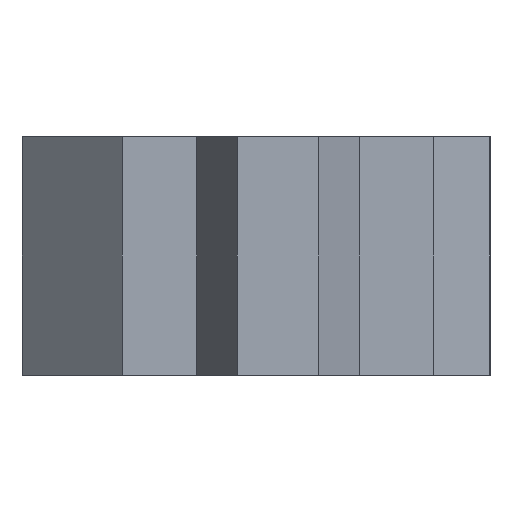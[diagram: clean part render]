
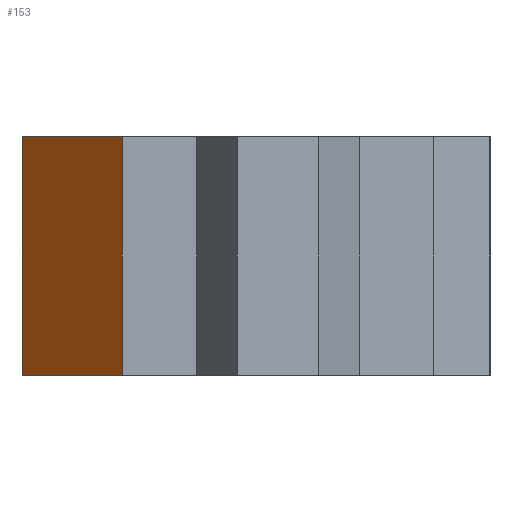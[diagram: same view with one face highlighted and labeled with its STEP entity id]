
A CAD part, left-side view. The second image highlights one B-rep face of the part: STEP entity #153.
In plain terms, the highlighted planar face has unit normal (-0.707, 0.707, 0).
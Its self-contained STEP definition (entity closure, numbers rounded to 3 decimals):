
#50 = CARTESIAN_POINT ( 'NONE',  ( -0.828, 2., 0. ) ) ;
#66 = VERTEX_POINT ( 'NONE', #2308 ) ;
#113 = DIRECTION ( 'NONE',  ( -0.707, -0.707, 0. ) ) ;
#153 = ADVANCED_FACE ( 'NONE', ( #1805 ), #888, .T. ) ;
#226 = DIRECTION ( 'NONE',  ( 0.707, 0.707, 0. ) ) ;
#264 = ORIENTED_EDGE ( 'NONE', *, *, #1225, .F. ) ;
#431 = DIRECTION ( 'NONE',  ( 0., 0., 1. ) ) ;
#682 = VECTOR ( 'NONE', #2402, 1000. ) ;
#742 = VECTOR ( 'NONE', #226, 1000. ) ;
#773 = VERTEX_POINT ( 'NONE', #1884 ) ;
#801 = ORIENTED_EDGE ( 'NONE', *, *, #1080, .F. ) ;
#842 = VERTEX_POINT ( 'NONE', #50 ) ;
#888 = PLANE ( 'NONE',  #2644 ) ;
#910 = LINE ( 'NONE', #2316, #682 ) ;
#1011 = CARTESIAN_POINT ( 'NONE',  ( -6.5, -3.672, -103.581 ) ) ;
#1064 = VECTOR ( 'NONE', #431, 1000. ) ;
#1073 = LINE ( 'NONE', #1011, #1064 ) ;
#1074 = VECTOR ( 'NONE', #1752, 1000. ) ;
#1080 = EDGE_CURVE ( 'NONE', #2521, #842, #2100, .T. ) ;
#1128 = CARTESIAN_POINT ( 'NONE',  ( -0.828, 2., -103.581 ) ) ;
#1225 = EDGE_CURVE ( 'NONE', #66, #773, #910, .T. ) ;
#1384 = DIRECTION ( 'NONE',  ( -0.707, 0.707, 0. ) ) ;
#1391 = EDGE_CURVE ( 'NONE', #842, #66, #2704, .T. ) ;
#1547 = ORIENTED_EDGE ( 'NONE', *, *, #2666, .T. ) ;
#1596 = ORIENTED_EDGE ( 'NONE', *, *, #1391, .F. ) ;
#1604 = EDGE_LOOP ( 'NONE', ( #801, #1547, #264, #1596 ) ) ;
#1752 = DIRECTION ( 'NONE',  ( 0., 0., 1. ) ) ;
#1805 = FACE_OUTER_BOUND ( 'NONE', #1604, .T. ) ;
#1884 = CARTESIAN_POINT ( 'NONE',  ( -6.5, -3.672, 13.5 ) ) ;
#2043 = CARTESIAN_POINT ( 'NONE',  ( -0.828, 2., 0. ) ) ;
#2100 = LINE ( 'NONE', #2043, #742 ) ;
#2160 = CARTESIAN_POINT ( 'NONE',  ( -6.5, -3.672, 0. ) ) ;
#2308 = CARTESIAN_POINT ( 'NONE',  ( -0.828, 2., 13.5 ) ) ;
#2316 = CARTESIAN_POINT ( 'NONE',  ( -0.828, 2., 13.5 ) ) ;
#2330 = CARTESIAN_POINT ( 'NONE',  ( -0.828, 2., -103.581 ) ) ;
#2402 = DIRECTION ( 'NONE',  ( -0.707, -0.707, 0. ) ) ;
#2521 = VERTEX_POINT ( 'NONE', #2160 ) ;
#2644 = AXIS2_PLACEMENT_3D ( 'NONE', #2330, #1384, #113 ) ;
#2666 = EDGE_CURVE ( 'NONE', #2521, #773, #1073, .T. ) ;
#2704 = LINE ( 'NONE', #1128, #1074 ) ;
